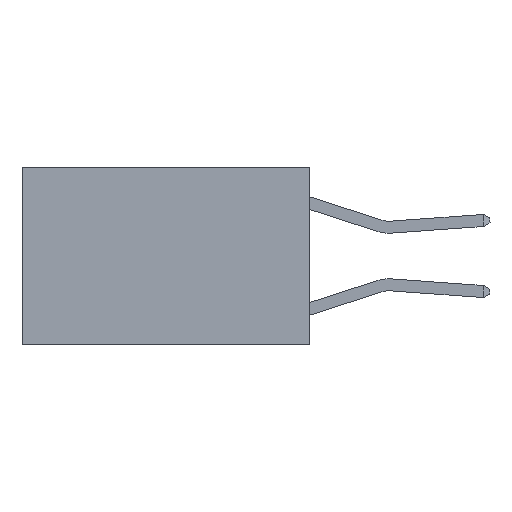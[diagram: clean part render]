
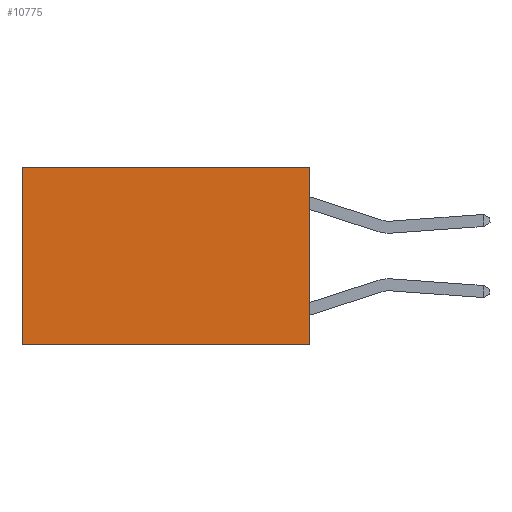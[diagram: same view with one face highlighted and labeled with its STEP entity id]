
A CAD part, left-side view. The second image highlights one B-rep face of the part: STEP entity #10775.
In plain terms, the highlighted planar face has unit normal (-1, 0, 0).
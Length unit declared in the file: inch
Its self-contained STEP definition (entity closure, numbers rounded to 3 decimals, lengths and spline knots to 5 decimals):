
#831 = CARTESIAN_POINT ( 'NONE',  ( 0.2625, 0., 0. ) ) ;
#1077 = ORIENTED_EDGE ( 'NONE', *, *, #12617, .F. ) ;
#2471 = DIRECTION ( 'NONE',  ( 0., 1., 0. ) ) ;
#2594 = CARTESIAN_POINT ( 'NONE',  ( 0.2625, 0., -0.37 ) ) ;
#2786 = DIRECTION ( 'NONE',  ( 0., 0., -1. ) ) ;
#3815 = ORIENTED_EDGE ( 'NONE', *, *, #20602, .T. ) ;
#4295 = VERTEX_POINT ( 'NONE', #16318 ) ;
#5865 = LINE ( 'NONE', #18314, #7656 ) ;
#7397 = DIRECTION ( 'NONE',  ( 0., 1., 0. ) ) ;
#7656 = VECTOR ( 'NONE', #11727, 39.37008 ) ;
#7746 = DIRECTION ( 'NONE',  ( 1., 0., 0. ) ) ;
#8855 = VERTEX_POINT ( 'NONE', #18848 ) ;
#9246 = PLANE ( 'NONE',  #15062 ) ;
#10383 = VECTOR ( 'NONE', #18238, 39.37008 ) ;
#10448 = FACE_OUTER_BOUND ( 'NONE', #15752, .T. ) ;
#10727 = CARTESIAN_POINT ( 'NONE',  ( 0.2625, 0., 0. ) ) ;
#10775 = ADVANCED_FACE ( 'NONE', ( #10448 ), #9246, .F. ) ;
#11113 = CARTESIAN_POINT ( 'NONE',  ( 0.2625, 0.6, 0. ) ) ;
#11213 = LINE ( 'NONE', #831, #16535 ) ;
#11727 = DIRECTION ( 'NONE',  ( 0., 0., -1. ) ) ;
#11914 = VERTEX_POINT ( 'NONE', #18104 ) ;
#11922 = EDGE_CURVE ( 'NONE', #11914, #8855, #5865, .T. ) ;
#12505 = VECTOR ( 'NONE', #7397, 39.37008 ) ;
#12617 = EDGE_CURVE ( 'NONE', #8855, #4295, #14528, .T. ) ;
#12954 = EDGE_CURVE ( 'NONE', #11914, #13735, #11213, .T. ) ;
#13735 = VERTEX_POINT ( 'NONE', #11113 ) ;
#14528 = LINE ( 'NONE', #2594, #12505 ) ;
#14940 = LINE ( 'NONE', #16472, #10383 ) ;
#15062 = AXIS2_PLACEMENT_3D ( 'NONE', #10727, #7746, #2786 ) ;
#15103 = ORIENTED_EDGE ( 'NONE', *, *, #11922, .F. ) ;
#15752 = EDGE_LOOP ( 'NONE', ( #3815, #1077, #15103, #20001 ) ) ;
#16318 = CARTESIAN_POINT ( 'NONE',  ( 0.2625, 0.6, -0.37 ) ) ;
#16472 = CARTESIAN_POINT ( 'NONE',  ( 0.2625, 0.6, 0. ) ) ;
#16535 = VECTOR ( 'NONE', #2471, 39.37008 ) ;
#18104 = CARTESIAN_POINT ( 'NONE',  ( 0.2625, 0., 0. ) ) ;
#18238 = DIRECTION ( 'NONE',  ( 0., 0., -1. ) ) ;
#18314 = CARTESIAN_POINT ( 'NONE',  ( 0.2625, 0., 0. ) ) ;
#18848 = CARTESIAN_POINT ( 'NONE',  ( 0.2625, 0., -0.37 ) ) ;
#20001 = ORIENTED_EDGE ( 'NONE', *, *, #12954, .T. ) ;
#20602 = EDGE_CURVE ( 'NONE', #13735, #4295, #14940, .T. ) ;
